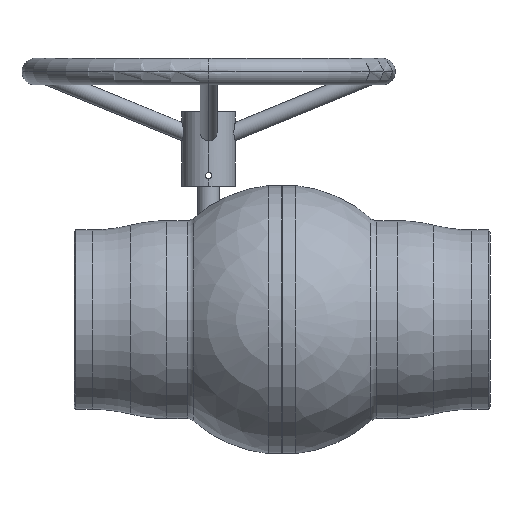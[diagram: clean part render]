
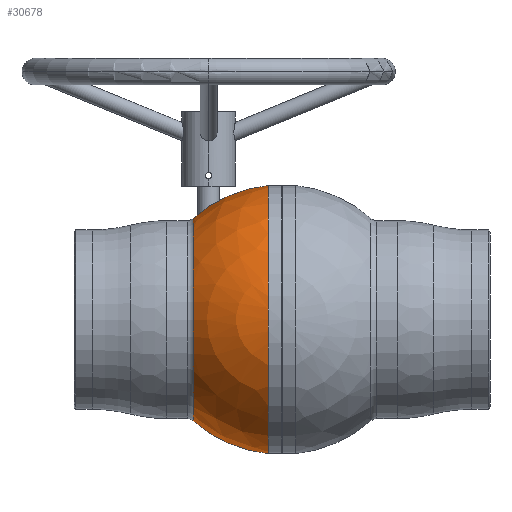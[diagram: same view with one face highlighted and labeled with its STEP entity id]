
A CAD part, front view. The second image highlights one B-rep face of the part: STEP entity #30678.
In plain terms, the highlighted spherical face has radius 126.35 mm.
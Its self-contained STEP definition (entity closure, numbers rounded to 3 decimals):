
#1968 = EDGE_CURVE ( 'NONE', #35064, #34101, #21241, .T. ) ;
#3763 = CARTESIAN_POINT ( 'NONE',  ( -83.4, 71.142, 0. ) ) ;
#4360 = ORIENTED_EDGE ( 'NONE', *, *, #34262, .F. ) ;
#4802 = AXIS2_PLACEMENT_3D ( 'NONE', #8175, #11656, #33961 ) ;
#4839 = CARTESIAN_POINT ( 'NONE',  ( -83.4, 71.142, 94.915 ) ) ;
#5863 = CARTESIAN_POINT ( 'NONE',  ( 0., 71.142, 0. ) ) ;
#6607 = AXIS2_PLACEMENT_3D ( 'NONE', #3763, #31577, #9069 ) ;
#8175 = CARTESIAN_POINT ( 'NONE',  ( -12.995, 71.142, 0. ) ) ;
#8601 = FACE_OUTER_BOUND ( 'NONE', #32217, .T. ) ;
#9069 = DIRECTION ( 'NONE',  ( 0., 0., -1. ) ) ;
#9845 = CARTESIAN_POINT ( 'NONE',  ( -12.995, 71.142, 125.68 ) ) ;
#9982 = VERTEX_POINT ( 'NONE', #9845 ) ;
#10047 = CIRCLE ( 'NONE', #4802, 125.68 ) ;
#10557 = CARTESIAN_POINT ( 'NONE',  ( 0., 71.142, 0. ) ) ;
#10574 = CARTESIAN_POINT ( 'NONE',  ( 0., 71.142, 0. ) ) ;
#11246 = EDGE_CURVE ( 'NONE', #9982, #28349, #11471, .T. ) ;
#11471 = CIRCLE ( 'NONE', #27184, 126.35 ) ;
#11656 = DIRECTION ( 'NONE',  ( 1., 0., 0. ) ) ;
#12481 = AXIS2_PLACEMENT_3D ( 'NONE', #10557, #13674, #32866 ) ;
#12969 = CARTESIAN_POINT ( 'NONE',  ( -12.995, 71.142, -125.68 ) ) ;
#13674 = DIRECTION ( 'NONE',  ( 0., 1., 0. ) ) ;
#17009 = DIRECTION ( 'NONE',  ( 0., 1., 0. ) ) ;
#19520 = ORIENTED_EDGE ( 'NONE', *, *, #1968, .F. ) ;
#21241 = CIRCLE ( 'NONE', #12481, 126.35 ) ;
#23390 = ORIENTED_EDGE ( 'NONE', *, *, #35947, .F. ) ;
#27184 = AXIS2_PLACEMENT_3D ( 'NONE', #10574, #30510, #29966 ) ;
#28152 = DIRECTION ( 'NONE',  ( 0., 0., 1. ) ) ;
#28349 = VERTEX_POINT ( 'NONE', #4839 ) ;
#29950 = CARTESIAN_POINT ( 'NONE',  ( -83.4, 71.142, -94.915 ) ) ;
#29966 = DIRECTION ( 'NONE',  ( 0., 0., -1. ) ) ;
#30510 = DIRECTION ( 'NONE',  ( 0., -1., 0. ) ) ;
#30678 = ADVANCED_FACE ( 'NONE', ( #8601 ), #30930, .T. ) ;
#30930 = SPHERICAL_SURFACE ( 'NONE', #35350, 126.35 ) ;
#31577 = DIRECTION ( 'NONE',  ( -1., 0., 0. ) ) ;
#32217 = EDGE_LOOP ( 'NONE', ( #19520, #4360, #33245, #23390 ) ) ;
#32866 = DIRECTION ( 'NONE',  ( 0., 0., 1. ) ) ;
#33245 = ORIENTED_EDGE ( 'NONE', *, *, #11246, .T. ) ;
#33961 = DIRECTION ( 'NONE',  ( 0., 0., 1. ) ) ;
#34101 = VERTEX_POINT ( 'NONE', #29950 ) ;
#34262 = EDGE_CURVE ( 'NONE', #9982, #35064, #10047, .T. ) ;
#35064 = VERTEX_POINT ( 'NONE', #12969 ) ;
#35228 = CIRCLE ( 'NONE', #6607, 94.915 ) ;
#35350 = AXIS2_PLACEMENT_3D ( 'NONE', #5863, #17009, #28152 ) ;
#35947 = EDGE_CURVE ( 'NONE', #34101, #28349, #35228, .T. ) ;
